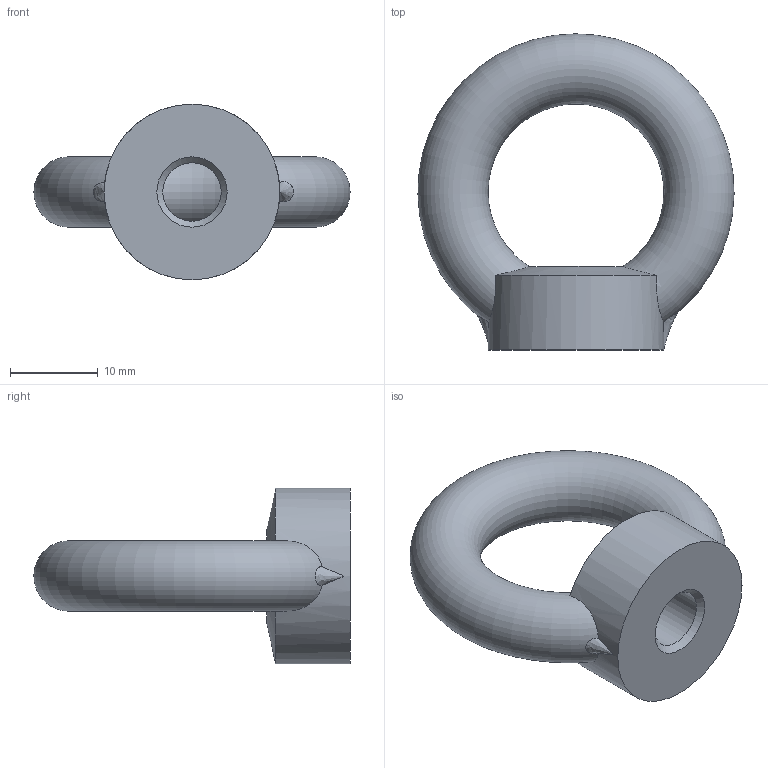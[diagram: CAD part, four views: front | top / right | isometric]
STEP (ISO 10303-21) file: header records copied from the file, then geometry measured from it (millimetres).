
FILE_DESCRIPTION( ( 'STEP AP214' ), '1' );
FILE_NAME( 'K0768.108__Edelstahl_.stp', '2020-12-10T08:57:04', ( '' ), ( '' ), ' ', 'PARTsolutions', ' ' );
FILE_SCHEMA( ( 'AUTOMOTIVE_DESIGN { 1 0 10303 214 1 1 1 1 }' ) );
Length unit declared in the file: millimetre
Products named in the file (1): _K0768.108_(Edelstahl)
Bounding box: 35.99 x 36 x 20 mm (x, y, z)
Volume: 5978.6 mm3; surface area: 2918.1 mm2
Topology: 1 solids, 1 shells, 11 faces, 27 edges, 16 vertices
Faces by surface type: cone 4, cylinder 2, bspline 2, plane 2, torus 1
Full cylindrical faces by diameter (mm): 6.647 x1, 20 x1
Entity records: 640 total; most frequent: CARTESIAN_POINT 317, ORIENTED_EDGE 42, DIRECTION 38, EDGE_CURVE 21, AXIS2_PLACEMENT_3D 19, EDGE_LOOP 18, VERTEX_POINT 16, FACE_OUTER_BOUND 14
